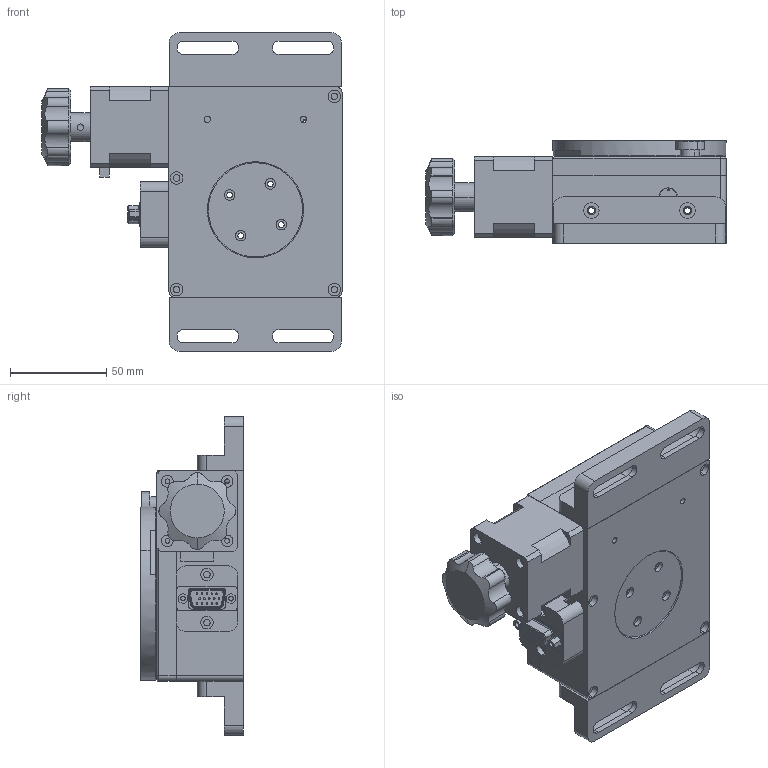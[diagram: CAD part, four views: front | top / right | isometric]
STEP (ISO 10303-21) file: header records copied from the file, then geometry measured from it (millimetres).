
FILE_DESCRIPTION (( 'STEP AP214' ), '1' );
FILE_NAME ('08MRX-2M.STEP', '2018-10-08T07:50:06', ( '' ), ( '' ), 'SwSTEP 2.0', 'SolidWorks 2016', '' );
FILE_SCHEMA (( 'AUTOMOTIVE_DESIGN' ));
Length unit declared in the file: millimetre
Products named in the file (1): 08MRX-2M
Bounding box: 156 x 53.5 x 165.5 mm (x, y, z)
Surface area: 96011.3 mm2 (no closed solid volume)
Topology: 0 solids, 122 shells, 1057 faces, 7028 edges, 5741 vertices
Faces by surface type: plane 739, cylinder 238, bspline 40, cone 23, torus 17
Entity records: 102643 total; most frequent: CARTESIAN_POINT 41660, ORIENTED_EDGE 9054, DIRECTION 8961, EDGE_CURVE 7028, VERTEX_POINT 5741, VECTOR 4221, LINE 4221, AXIS2_PLACEMENT_3D 2370
